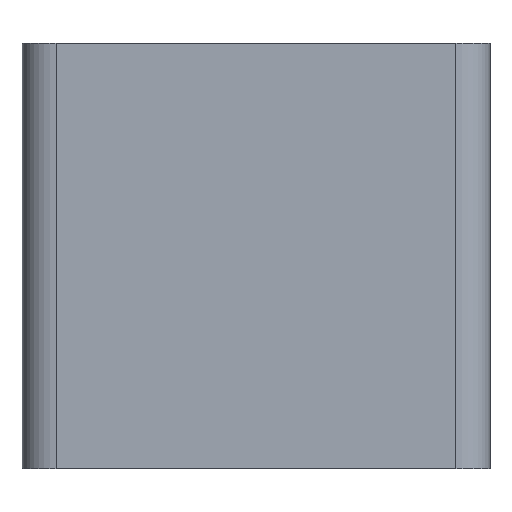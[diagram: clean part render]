
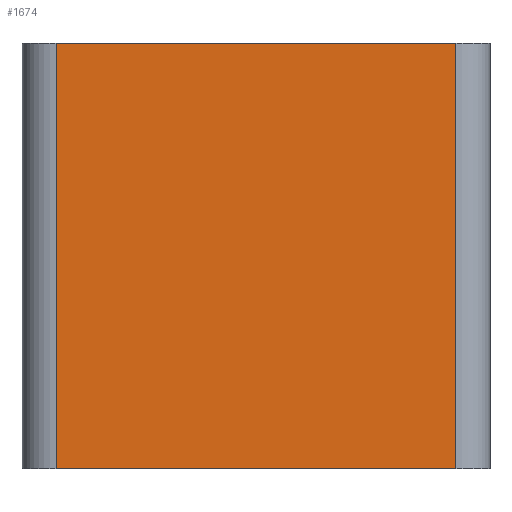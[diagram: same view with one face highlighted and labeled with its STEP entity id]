
A CAD part, front view. The second image highlights one B-rep face of the part: STEP entity #1674.
In plain terms, the highlighted planar face has unit normal (0, -1, 0).
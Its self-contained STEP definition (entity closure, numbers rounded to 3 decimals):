
#32=DIRECTION('',(1.,0.,0.));
#33=VECTOR('',#32,47.);
#34=CARTESIAN_POINT('',(-23.5,-53.,-25.));
#35=LINE('',#34,#33);
#316=DIRECTION('',(1.,0.,0.));
#317=VECTOR('',#316,47.);
#318=CARTESIAN_POINT('',(-23.5,-53.,25.));
#319=LINE('',#318,#317);
#595=DIRECTION('',(0.,0.,1.));
#596=VECTOR('',#595,50.);
#597=CARTESIAN_POINT('',(23.5,-53.,-25.));
#598=LINE('',#597,#596);
#599=DIRECTION('',(0.,0.,1.));
#600=VECTOR('',#599,50.);
#601=CARTESIAN_POINT('',(-23.5,-53.,-25.));
#602=LINE('',#601,#600);
#731=CARTESIAN_POINT('',(-23.5,-53.,-25.));
#732=VERTEX_POINT('',#731);
#733=CARTESIAN_POINT('',(23.5,-53.,-25.));
#734=VERTEX_POINT('',#733);
#763=CARTESIAN_POINT('',(-23.5,-53.,25.));
#764=VERTEX_POINT('',#763);
#765=CARTESIAN_POINT('',(23.5,-53.,25.));
#766=VERTEX_POINT('',#765);
#1662=CARTESIAN_POINT('',(-23.5,-53.,-25.));
#1663=DIRECTION('',(0.,-1.,0.));
#1664=DIRECTION('',(1.,0.,0.));
#1665=AXIS2_PLACEMENT_3D('',#1662,#1663,#1664);
#1666=PLANE('',#1665);
#1667=ORIENTED_EDGE('',*,*,#948,.F.);
#1669=ORIENTED_EDGE('',*,*,#1668,.T.);
#1670=ORIENTED_EDGE('',*,*,#1261,.T.);
#1671=ORIENTED_EDGE('',*,*,#1655,.F.);
#1672=EDGE_LOOP('',(#1667,#1669,#1670,#1671));
#1673=FACE_OUTER_BOUND('',#1672,.F.);
#1674=ADVANCED_FACE('',(#1673),#1666,.T.);
#948=EDGE_CURVE('',#732,#734,#35,.T.);
#1261=EDGE_CURVE('',#764,#766,#319,.T.);
#1655=EDGE_CURVE('',#734,#766,#598,.T.);
#1668=EDGE_CURVE('',#732,#764,#602,.T.);
